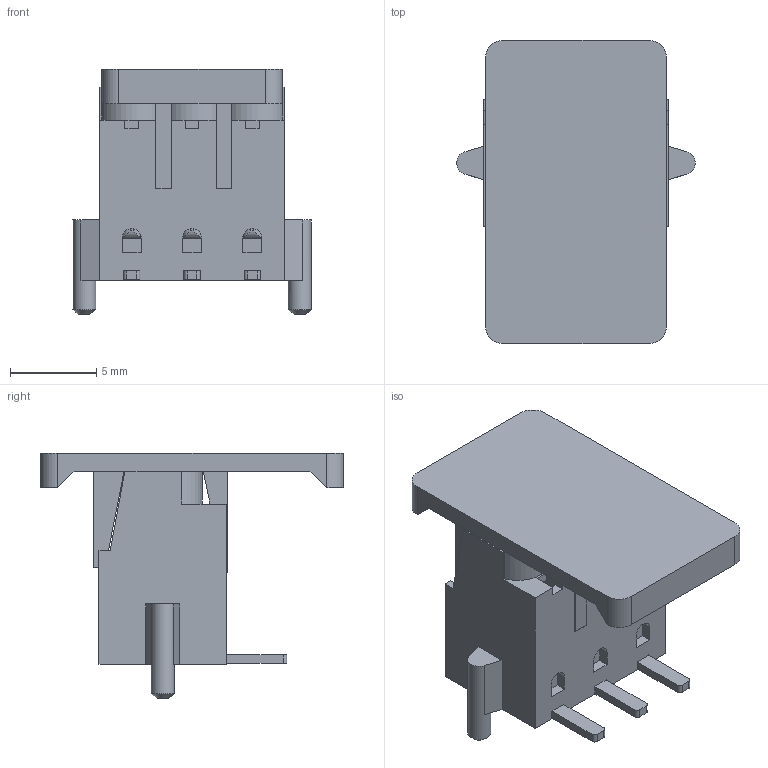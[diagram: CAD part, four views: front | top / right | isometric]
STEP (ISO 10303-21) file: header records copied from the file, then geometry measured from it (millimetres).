
FILE_DESCRIPTION(/* description */ ('Unknown'),/* implementation_level */ '2;1');
FILE_NAME(/* name */ '691508110303',/* time_stamp */ '2016-02-24T16:39:51+01:00',/* author */ ('Unknown'),/* organization */ ('Unknown'),/* preprocessor_version */ 'ST-DEVELOPER v16',/* originating_system */ 'DEX',/* authorisation */ $);
FILE_SCHEMA (('AUTOMOTIVE_DESIGN {1 0 10303 214 3 1 1}'));
Length unit declared in the file: millimetre
Products named in the file (6): 6915081103xx; 691508110003; 6915081100xx_CAGE; 6915081100xx_PIN; 6915081100xx_VIS; CAP Impair
Assembly tree (11 placements, depth 2):
  6915081103xx
    691508110003
    6915081100xx_CAGE  x3
    6915081100xx_PIN  x3
    6915081100xx_VIS  x3
    CAP Impair
Bounding box: 13.85 x 17.6 x 14.25 mm (x, y, z)
Volume: 805.6 mm3; surface area: 2351.8 mm2
Topology: 11 solids, 11 shells, 421 faces, 1131 edges, 739 vertices
Faces by surface type: plane 320, cylinder 87, torus 9, cone 5
Full cylindrical faces by diameter (mm): 1.35 x2, 1.65 x3, 1.9 x3, 2 x3, 2.8 x6
Entity records: 9416 total; most frequent: CARTESIAN_POINT 1735, ORIENTED_EDGE 1576, DIRECTION 1481, EDGE_CURVE 788, LINE 697, VECTOR 697, VERTEX_POINT 521, AXIS2_PLACEMENT_3D 392
